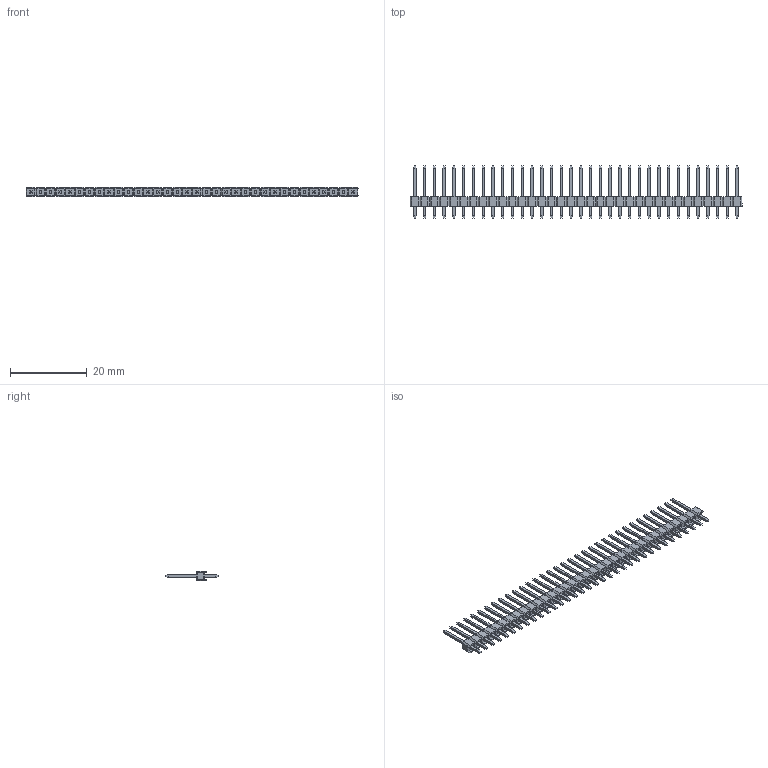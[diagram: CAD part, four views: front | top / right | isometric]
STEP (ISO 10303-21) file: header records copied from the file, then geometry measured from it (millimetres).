
FILE_DESCRIPTION (( 'STEP AP214' ), '1' );
FILE_NAME ('1x34 Male Pin Header.STEP', '2021-11-12T15:26:48', ( 'M.B.I.' ), ( '' ), 'SwSTEP 2.0', '', '' );
FILE_SCHEMA (( 'AUTOMOTIVE_DESIGN' ));
Length unit declared in the file: millimetre
Products named in the file (1): 1x34 Male Pin Header
Bounding box: 86.36 x 13.54 x 2.5 mm (x, y, z)
Volume: 593 mm3; surface area: 2349.6 mm2
Topology: 35 solids, 35 shells, 1300 faces, 3346 edges, 2116 vertices
Faces by surface type: plane 1300
Entity records: 38674 total; most frequent: CARTESIAN_POINT 6763, ORIENTED_EDGE 6692, DIRECTION 5948, EDGE_CURVE 3346, LINE 3346, VECTOR 3346, VERTEX_POINT 2116, EDGE_LOOP 1368
